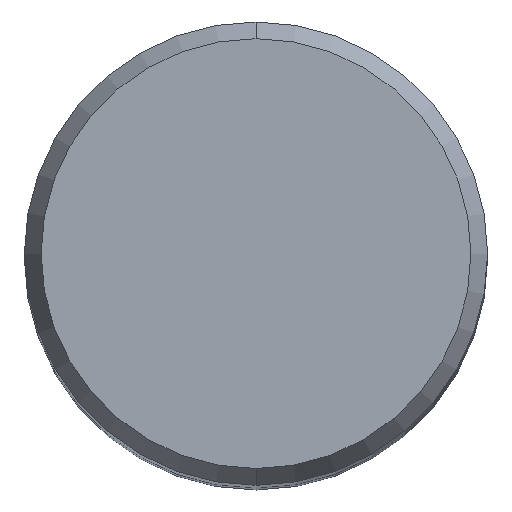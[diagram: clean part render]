
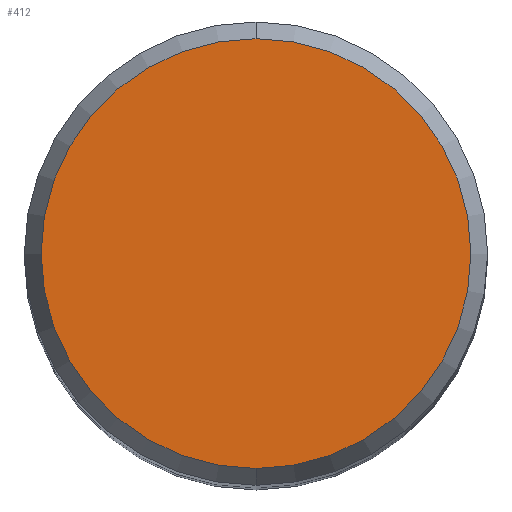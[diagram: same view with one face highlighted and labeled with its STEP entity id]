
A CAD part, top view. The second image highlights one B-rep face of the part: STEP entity #412.
In plain terms, the highlighted planar face has unit normal (0, 0, 1).
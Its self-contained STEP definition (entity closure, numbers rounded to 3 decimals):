
#260=VERTEX_POINT('',#600);
#320=EDGE_CURVE('',#370,#260,#666,.T.);
#370=VERTEX_POINT('',#719);
#412=ADVANCED_FACE('',(#769),#770,.T.);
#454=EDGE_CURVE('',#260,#370,#816,.T.);
#600=CARTESIAN_POINT('',(0.0,8.837,0.0));
#666=CIRCLE('',#1233,8.837);
#719=CARTESIAN_POINT('',(0.,-8.837,0.0));
#769=FACE_OUTER_BOUND('',#1468,.T.);
#770=PLANE('',#1469);
#816=CIRCLE('',#1551,8.837);
#1233=AXIS2_PLACEMENT_3D('',#1839,#1840,#1841);
#1468=EDGE_LOOP('',(#1969,#1970));
#1469=AXIS2_PLACEMENT_3D('',#1971,#1972,#1973);
#1551=AXIS2_PLACEMENT_3D('',#2026,#2027,#2028);
#1839=CARTESIAN_POINT('',(0.0,0.0,0.0));
#1840=DIRECTION('',(0.0,0.0,-1.0));
#1841=DIRECTION('',(0.0,1.0,0.0));
#1969=ORIENTED_EDGE('',*,*,#454,.F.);
#1970=ORIENTED_EDGE('',*,*,#320,.F.);
#1971=CARTESIAN_POINT('',(0.0,4.419,0.0));
#1972=DIRECTION('',(-0.0,0.0,1.0));
#1973=DIRECTION('',(0.0,-1.0,0.0));
#2026=CARTESIAN_POINT('',(0.0,0.0,0.0));
#2027=DIRECTION('',(0.0,0.0,-1.0));
#2028=DIRECTION('',(0.0,1.0,0.0));
